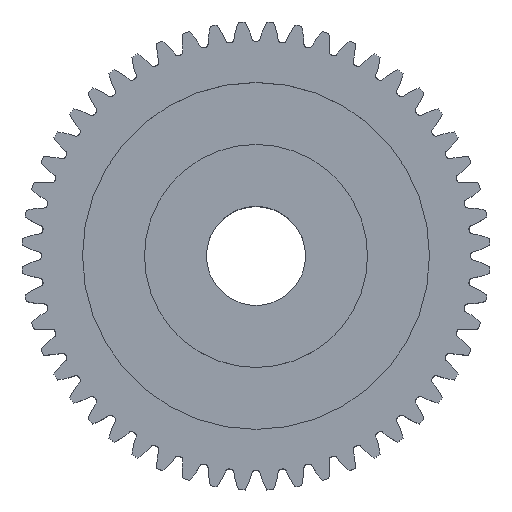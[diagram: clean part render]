
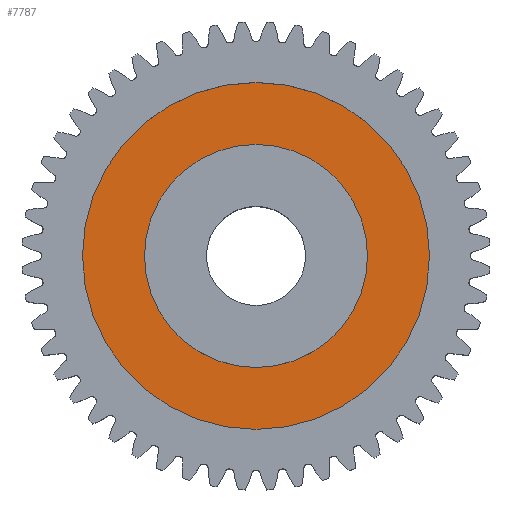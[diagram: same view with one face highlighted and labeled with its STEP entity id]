
A CAD part, top view. The second image highlights one B-rep face of the part: STEP entity #7787.
In plain terms, the highlighted planar face has unit normal (0, 0, 1).
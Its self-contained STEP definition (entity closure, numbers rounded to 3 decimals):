
#5714 = CARTESIAN_POINT ( 'NONE',  ( 9., 0., 4. ) ) ;
#5731 = DIRECTION ( 'NONE',  ( -1., 0., 0. ) ) ;
#5732 = DIRECTION ( 'NONE',  ( 0., 0., -1. ) ) ;
#5733 = CARTESIAN_POINT ( 'NONE',  ( 0., 0., 4. ) ) ;
#5734 = AXIS2_PLACEMENT_3D ( 'NONE', #5733, #5732, #5731 ) ;
#5746 = CARTESIAN_POINT ( 'NONE',  ( -9., 0., 4. ) ) ;
#5747 = CIRCLE ( 'NONE', #5734, 9. ) ;
#6169 = DIRECTION ( 'NONE',  ( -1., 0., 0. ) ) ;
#6170 = DIRECTION ( 'NONE',  ( 0., 0., -1. ) ) ;
#6177 = AXIS2_PLACEMENT_3D ( 'NONE', #6190, #6170, #6169 ) ;
#6178 = DIRECTION ( 'NONE',  ( -1., 0., 0. ) ) ;
#6179 = DIRECTION ( 'NONE',  ( 0., 0., -1. ) ) ;
#6180 = AXIS2_PLACEMENT_3D ( 'NONE', #6189, #6179, #6178 ) ;
#6181 = CIRCLE ( 'NONE', #6180, 9. ) ;
#6189 = CARTESIAN_POINT ( 'NONE',  ( 0., 0., 4. ) ) ;
#6190 = CARTESIAN_POINT ( 'NONE',  ( 0., 0., 4. ) ) ;
#6191 = CIRCLE ( 'NONE', #6177, 14. ) ;
#6201 = DIRECTION ( 'NONE',  ( -1., 0., 0. ) ) ;
#6202 = DIRECTION ( 'NONE',  ( 0., 0., -1. ) ) ;
#6203 = CARTESIAN_POINT ( 'NONE',  ( 0., 0., 4. ) ) ;
#6215 = PLANE ( 'NONE',  #6221 ) ;
#6216 = FACE_OUTER_BOUND ( 'NONE', #7745, .T. ) ;
#6221 = AXIS2_PLACEMENT_3D ( 'NONE', #6203, #6202, #6201 ) ;
#6265 = FACE_BOUND ( 'NONE', #7752, .T. ) ;
#7272 = CIRCLE ( 'NONE', #7443, 14. ) ;
#7345 = CARTESIAN_POINT ( 'NONE',  ( 0., 0., 4. ) ) ;
#7346 = CARTESIAN_POINT ( 'NONE',  ( -14., 0., 4. ) ) ;
#7356 = CARTESIAN_POINT ( 'NONE',  ( 14., 0., 4. ) ) ;
#7417 = DIRECTION ( 'NONE',  ( -1., 0., 0. ) ) ;
#7418 = DIRECTION ( 'NONE',  ( 0., 0., -1. ) ) ;
#7443 = AXIS2_PLACEMENT_3D ( 'NONE', #7345, #7418, #7417 ) ;
#7742 = ORIENTED_EDGE ( 'NONE', *, *, #12184, .T. ) ;
#7745 = EDGE_LOOP ( 'NONE', ( #7788, #7763 ) ) ;
#7748 = ORIENTED_EDGE ( 'NONE', *, *, #7754, .T. ) ;
#7752 = EDGE_LOOP ( 'NONE', ( #7742, #7748 ) ) ;
#7754 = EDGE_CURVE ( 'NONE', #12168, #12197, #6181, .T. ) ;
#7755 = EDGE_CURVE ( 'NONE', #8282, #8262, #6191, .T. ) ;
#7763 = ORIENTED_EDGE ( 'NONE', *, *, #8279, .F. ) ;
#7787 = ADVANCED_FACE ( 'NONE', ( #6265, #6216 ), #6215, .F. ) ;
#7788 = ORIENTED_EDGE ( 'NONE', *, *, #7755, .F. ) ;
#8262 = VERTEX_POINT ( 'NONE', #7356 ) ;
#8279 = EDGE_CURVE ( 'NONE', #8262, #8282, #7272, .T. ) ;
#8282 = VERTEX_POINT ( 'NONE', #7346 ) ;
#12168 = VERTEX_POINT ( 'NONE', #5714 ) ;
#12184 = EDGE_CURVE ( 'NONE', #12197, #12168, #5747, .T. ) ;
#12197 = VERTEX_POINT ( 'NONE', #5746 ) ;
